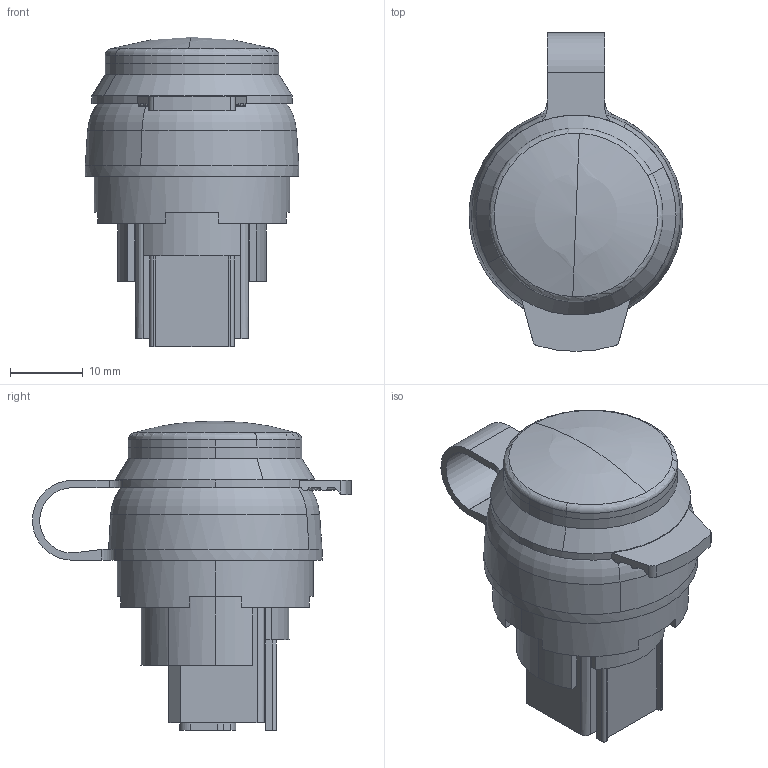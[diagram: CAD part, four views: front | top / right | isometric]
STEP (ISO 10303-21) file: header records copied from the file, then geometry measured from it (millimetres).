
FILE_DESCRIPTION(('CATIA V5 STEP Exchange','CAx-IF Rec.Pracs.--- Model Styling and Organization---1.5--- 2016-08-15','CAx-IF Rec.Pracs.---Supplemental Geometry---1.0---2011-11-01','CAx-IF Rec.Pracs.--- Composite Materials ---1.1---2010-07-15'),'2;1');
FILE_NAME ('1431875-6_0', '2025-12-11T06:46:41+00:00', ('none'), ('Weidmueller'), 'CATIA Version 5-6 Release 2024 SP4', 'CATIA V5 STEP AP214 v3', 'none');
FILE_SCHEMA(('AUTOMOTIVE_DESIGN { 1 0 10303 214 1 1 1 1 }'));
Length unit declared in the file: millimetre
Products named in the file (1): 2870820000
Bounding box: 29.5 x 43.98 x 42.75 mm (x, y, z)
Volume: 14797.9 mm3; surface area: 13191.4 mm2
Topology: 2 solids, 4 shells, 775 faces, 2185 edges, 1435 vertices
Faces by surface type: plane 492, cylinder 192, cone 39, extrusion 35, torus 10, sphere 6, bspline 1
Entity records: 24803 total; most frequent: CARTESIAN_POINT 6065, ORIENTED_EDGE 4362, DIRECTION 2927, EDGE_CURVE 2181, VECTOR 1530, LINE 1495, VERTEX_POINT 1435, AXIS2_PLACEMENT_3D 922
